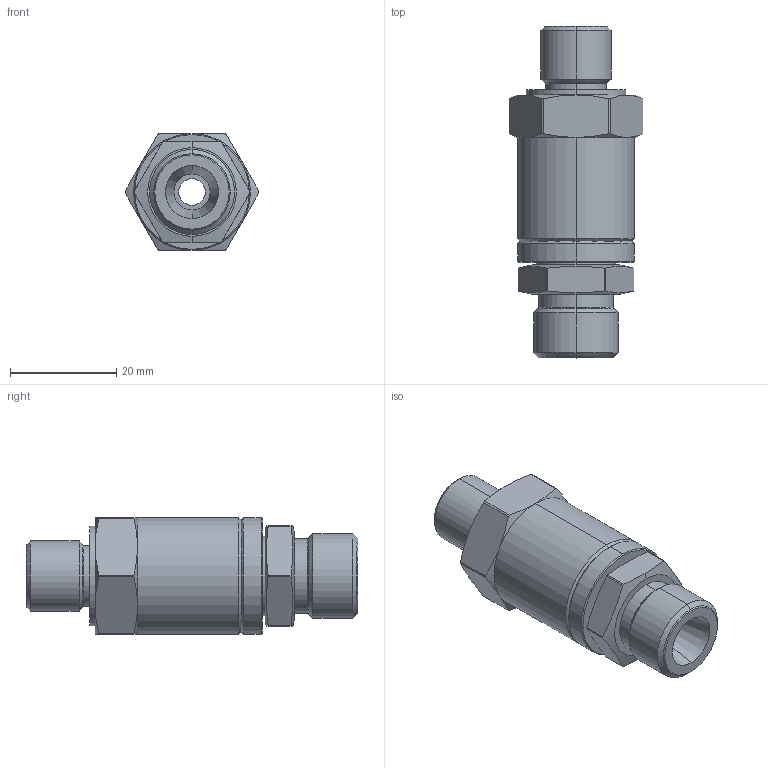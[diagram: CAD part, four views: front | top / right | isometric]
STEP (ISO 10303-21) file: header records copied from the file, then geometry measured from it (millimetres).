
FILE_DESCRIPTION((''),'2;1');
FILE_NAME('ILCMV43196101','2024-07-30T08:24:27',('Jweaver'),(''),'CREO PARAMETRIC BY PTC INC, 2021164','CREO PARAMETRIC BY PTC INC, 2021164','');
FILE_SCHEMA(('AUTOMOTIVE_DESIGN { 1 0 10303 214 1 1 1 1 }'));
Length unit declared in the file: inch
Products named in the file (1): ILCMV43196101
Bounding box: 25.2 x 62.5 x 22 mm (x, y, z)
Volume: 16622.4 mm3; surface area: 6647.5 mm2
Topology: 1 solids, 3 shells, 86 faces, 208 edges, 130 vertices
Faces by surface type: cylinder 34, cone 32, plane 20
Entity records: 3672 total; most frequent: CARTESIAN_POINT 713, DIRECTION 466, ORIENTED_EDGE 400, PRESENTATION_STYLE_ASSIGNMENT 218, STYLED_ITEM 213, CURVE_STYLE 210, EDGE_CURVE 208, AXIS2_PLACEMENT_3D 198
